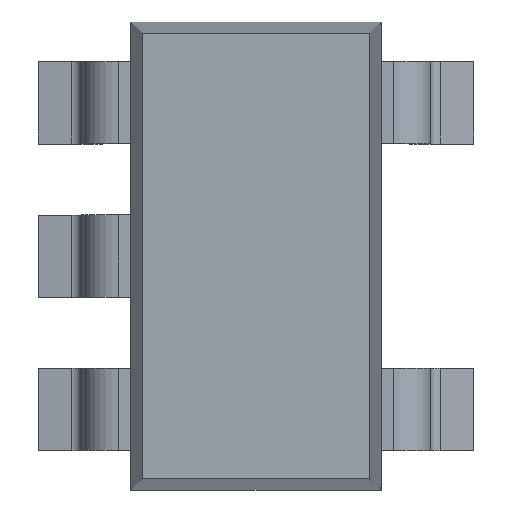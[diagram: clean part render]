
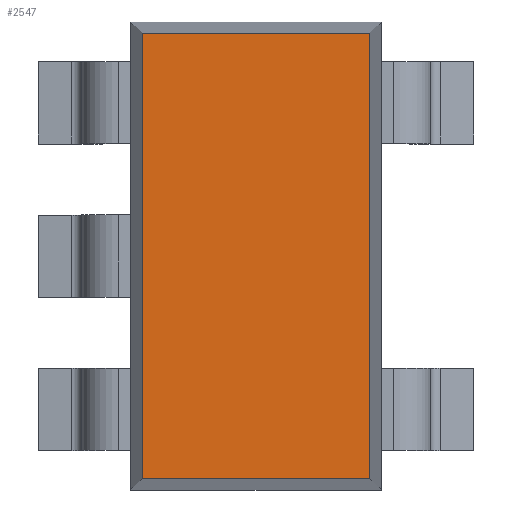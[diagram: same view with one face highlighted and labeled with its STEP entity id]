
A CAD part, top view. The second image highlights one B-rep face of the part: STEP entity #2547.
In plain terms, the highlighted planar face has unit normal (0, 0, 1).
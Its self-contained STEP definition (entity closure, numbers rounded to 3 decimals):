
#2362=CARTESIAN_POINT('',(0.705,-1.38,1.45));
#2363=VERTEX_POINT('',#2362);
#2364=CARTESIAN_POINT('',(-0.705,-1.38,1.45));
#2365=VERTEX_POINT('',#2364);
#2366=CARTESIAN_POINT('',(0.705,-1.38,1.45));
#2367=DIRECTION('',(-1.0,0.0,0.0));
#2368=VECTOR('',#2367,1.41);
#2369=LINE('',#2366,#2368);
#2370=EDGE_CURVE('',#2363,#2365,#2369,.T.);
#2402=CARTESIAN_POINT('',(-0.705,1.38,1.45));
#2403=VERTEX_POINT('',#2402);
#2404=CARTESIAN_POINT('',(-0.705,-1.38,1.45));
#2405=DIRECTION('',(0.0,1.0,0.0));
#2406=VECTOR('',#2405,2.76);
#2407=LINE('',#2404,#2406);
#2408=EDGE_CURVE('',#2365,#2403,#2407,.T.);
#2433=CARTESIAN_POINT('',(0.705,1.38,1.45));
#2434=VERTEX_POINT('',#2433);
#2435=CARTESIAN_POINT('',(-0.705,1.38,1.45));
#2436=DIRECTION('',(1.0,0.0,0.0));
#2437=VECTOR('',#2436,1.41);
#2438=LINE('',#2435,#2437);
#2439=EDGE_CURVE('',#2403,#2434,#2438,.T.);
#2464=CARTESIAN_POINT('',(0.705,1.38,1.45));
#2465=DIRECTION('',(0.0,-1.0,0.0));
#2466=VECTOR('',#2465,2.76);
#2467=LINE('',#2464,#2466);
#2468=EDGE_CURVE('',#2434,#2363,#2467,.T.);
#2536=CARTESIAN_POINT('',(0.,0.0,1.45));
#2537=DIRECTION('',(0.0,0.0,1.0));
#2538=DIRECTION('',(1.0,0.0,0.0));
#2539=AXIS2_PLACEMENT_3D('',#2536,#2537,#2538);
#2540=PLANE('',#2539);
#2541=ORIENTED_EDGE('',*,*,#2370,.F.);
#2542=ORIENTED_EDGE('',*,*,#2468,.F.);
#2543=ORIENTED_EDGE('',*,*,#2439,.F.);
#2544=ORIENTED_EDGE('',*,*,#2408,.F.);
#2545=EDGE_LOOP('',(#2541,#2542,#2543,#2544));
#2546=FACE_OUTER_BOUND('',#2545,.T.);
#2547=ADVANCED_FACE('',(#2546),#2540,.T.);
